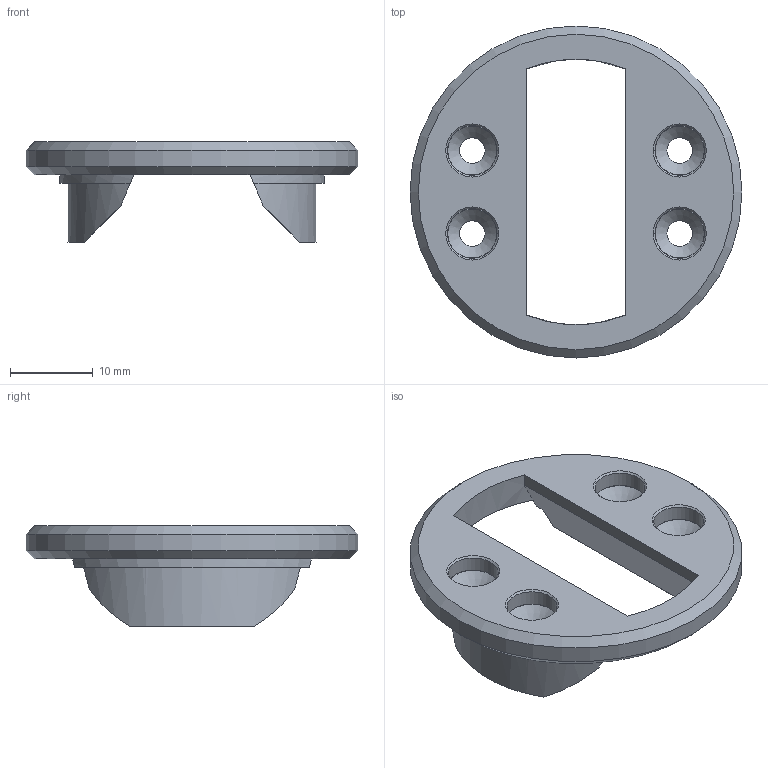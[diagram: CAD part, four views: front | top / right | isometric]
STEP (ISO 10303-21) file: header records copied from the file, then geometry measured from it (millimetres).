
FILE_DESCRIPTION(/* description */ (''),/* implementation_level */ '2;1');
FILE_NAME(/* name */ 'arm_head.stp',/* time_stamp */ '2024-06-29T23:06:12-07:00',/* author */ ('aaron'),/* organization */ (''),/* preprocessor_version */ 'ST-DEVELOPER v19.2',/* originating_system */ 'Autodesk Inventor 2023',/* authorisation */ '');
FILE_SCHEMA (('AUTOMOTIVE_DESIGN { 1 0 10303 214 3 1 1 }'));
Length unit declared in the file: millimetre
Products named in the file (1): arm_head
Bounding box: 40 x 40 x 12.1 mm (x, y, z)
Volume: 4350.7 mm3; surface area: 3461.2 mm2
Topology: 1 solids, 1 shells, 41 faces, 113 edges, 74 vertices
Faces by surface type: plane 16, cylinder 15, cone 10
Full cylindrical faces by diameter (mm): 3.1 x4, 6 x4, 40 x1
Entity records: 1412 total; most frequent: DIRECTION 271, CARTESIAN_POINT 229, ORIENTED_EDGE 226, AXIS2_PLACEMENT_3D 116, EDGE_CURVE 113, VERTEX_POINT 74, CIRCLE 52, EDGE_LOOP 51
